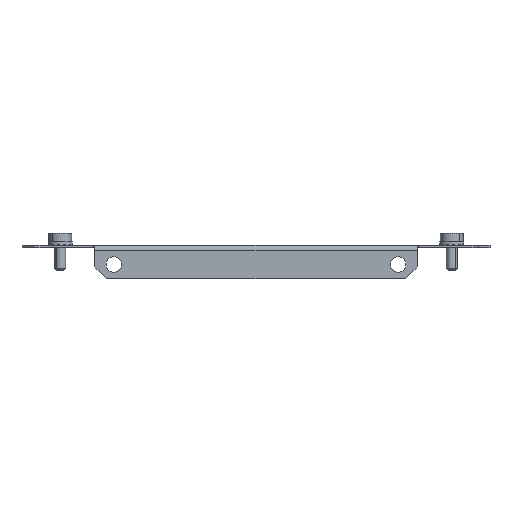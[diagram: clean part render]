
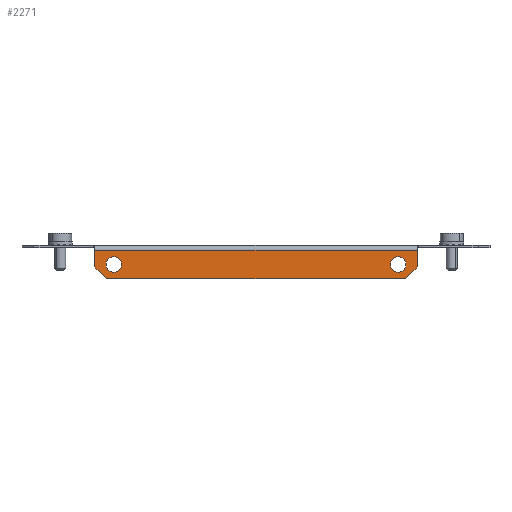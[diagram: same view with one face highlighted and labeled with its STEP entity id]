
A CAD part, front view. The second image highlights one B-rep face of the part: STEP entity #2271.
In plain terms, the highlighted planar face has unit normal (0, -1, 0).
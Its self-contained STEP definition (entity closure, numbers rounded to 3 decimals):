
#98 = EDGE_LOOP ( 'NONE', ( #226, #1655 ) ) ;
#102 = VECTOR ( 'NONE', #2079, 1000. ) ;
#205 = DIRECTION ( 'NONE',  ( 0., 0., -1. ) ) ;
#226 = ORIENTED_EDGE ( 'NONE', *, *, #647, .F. ) ;
#265 = CARTESIAN_POINT ( 'NONE',  ( -62.5, -24.5, -14. ) ) ;
#304 = CARTESIAN_POINT ( 'NONE',  ( -59.5, -24.5, -4.75 ) ) ;
#309 = CIRCLE ( 'NONE', #2843, 3.25 ) ;
#328 = ORIENTED_EDGE ( 'NONE', *, *, #3277, .T. ) ;
#354 = CARTESIAN_POINT ( 'NONE',  ( 67.5, -24.5, -9. ) ) ;
#371 = VECTOR ( 'NONE', #927, 1000. ) ;
#428 = DIRECTION ( 'NONE',  ( 0., 0., 1. ) ) ;
#516 = ORIENTED_EDGE ( 'NONE', *, *, #3021, .T. ) ;
#523 = AXIS2_PLACEMENT_3D ( 'NONE', #3535, #3883, #428 ) ;
#524 = LINE ( 'NONE', #4394, #371 ) ;
#566 = DIRECTION ( 'NONE',  ( 0.707, 0., -0.707 ) ) ;
#647 = EDGE_CURVE ( 'NONE', #4334, #3249, #309, .T. ) ;
#781 = DIRECTION ( 'NONE',  ( 0., 0., 1. ) ) ;
#883 = ORIENTED_EDGE ( 'NONE', *, *, #3668, .T. ) ;
#908 = AXIS2_PLACEMENT_3D ( 'NONE', #4419, #1225, #1930 ) ;
#927 = DIRECTION ( 'NONE',  ( -1., 0., 0. ) ) ;
#952 = CIRCLE ( 'NONE', #523, 3.25 ) ;
#956 = VERTEX_POINT ( 'NONE', #2446 ) ;
#980 = EDGE_CURVE ( 'NONE', #4236, #4048, #1763, .T. ) ;
#1093 = EDGE_LOOP ( 'NONE', ( #883, #2507 ) ) ;
#1167 = VECTOR ( 'NONE', #1380, 1000. ) ;
#1225 = DIRECTION ( 'NONE',  ( 0., 1., 0. ) ) ;
#1257 = VERTEX_POINT ( 'NONE', #1622 ) ;
#1275 = ORIENTED_EDGE ( 'NONE', *, *, #3808, .T. ) ;
#1380 = DIRECTION ( 'NONE',  ( 1., 0., 0. ) ) ;
#1382 = VECTOR ( 'NONE', #566, 1000. ) ;
#1442 = CARTESIAN_POINT ( 'NONE',  ( -59.5, -24.5, -8. ) ) ;
#1551 = CARTESIAN_POINT ( 'NONE',  ( 62.5, -24.5, -14. ) ) ;
#1622 = CARTESIAN_POINT ( 'NONE',  ( -67.5, -24.5, -9. ) ) ;
#1631 = VERTEX_POINT ( 'NONE', #2579 ) ;
#1655 = ORIENTED_EDGE ( 'NONE', *, *, #3584, .F. ) ;
#1763 = LINE ( 'NONE', #2492, #102 ) ;
#1801 = VERTEX_POINT ( 'NONE', #265 ) ;
#1930 = DIRECTION ( 'NONE',  ( 0., 0., 1. ) ) ;
#1941 = CARTESIAN_POINT ( 'NONE',  ( -38.25, -24.5, -38.25 ) ) ;
#1970 = CARTESIAN_POINT ( 'NONE',  ( 59.5, -24.5, -11.25 ) ) ;
#2039 = LINE ( 'NONE', #3430, #1167 ) ;
#2079 = DIRECTION ( 'NONE',  ( 0.707, 0., 0.707 ) ) ;
#2143 = DIRECTION ( 'NONE',  ( 0., 1., 0. ) ) ;
#2175 = DIRECTION ( 'NONE',  ( 0., -1., 0. ) ) ;
#2241 = EDGE_CURVE ( 'NONE', #4048, #1631, #3488, .T. ) ;
#2271 = ADVANCED_FACE ( 'NONE', ( #3221, #2809, #4203 ), #2463, .T. ) ;
#2287 = ORIENTED_EDGE ( 'NONE', *, *, #980, .T. ) ;
#2321 = AXIS2_PLACEMENT_3D ( 'NONE', #1442, #2143, #4272 ) ;
#2396 = VECTOR ( 'NONE', #205, 1000. ) ;
#2402 = ORIENTED_EDGE ( 'NONE', *, *, #3328, .T. ) ;
#2425 = CARTESIAN_POINT ( 'NONE',  ( 0., -24.5, 0. ) ) ;
#2446 = CARTESIAN_POINT ( 'NONE',  ( -67.5, -24.5, -2. ) ) ;
#2463 = PLANE ( 'NONE',  #4250 ) ;
#2492 = CARTESIAN_POINT ( 'NONE',  ( 38.25, -24.5, -38.25 ) ) ;
#2507 = ORIENTED_EDGE ( 'NONE', *, *, #2823, .T. ) ;
#2579 = CARTESIAN_POINT ( 'NONE',  ( 67.5, -24.5, -2. ) ) ;
#2592 = CARTESIAN_POINT ( 'NONE',  ( -67.5, -24.5, 0. ) ) ;
#2782 = EDGE_LOOP ( 'NONE', ( #516, #2287, #4417, #328, #2402, #1275 ) ) ;
#2809 = FACE_BOUND ( 'NONE', #1093, .T. ) ;
#2823 = EDGE_CURVE ( 'NONE', #3299, #4263, #3740, .T. ) ;
#2828 = DIRECTION ( 'NONE',  ( 0., 0., 1. ) ) ;
#2843 = AXIS2_PLACEMENT_3D ( 'NONE', #3408, #2175, #781 ) ;
#2853 = DIRECTION ( 'NONE',  ( 0., 0., 1. ) ) ;
#2951 = CARTESIAN_POINT ( 'NONE',  ( -59.5, -24.5, -11.25 ) ) ;
#3021 = EDGE_CURVE ( 'NONE', #1801, #4236, #2039, .T. ) ;
#3126 = CARTESIAN_POINT ( 'NONE',  ( 67.5, -24.5, 0. ) ) ;
#3221 = FACE_BOUND ( 'NONE', #98, .T. ) ;
#3249 = VERTEX_POINT ( 'NONE', #1970 ) ;
#3277 = EDGE_CURVE ( 'NONE', #1631, #956, #524, .T. ) ;
#3299 = VERTEX_POINT ( 'NONE', #2951 ) ;
#3328 = EDGE_CURVE ( 'NONE', #956, #1257, #4349, .T. ) ;
#3408 = CARTESIAN_POINT ( 'NONE',  ( 59.5, -24.5, -8. ) ) ;
#3430 = CARTESIAN_POINT ( 'NONE',  ( 0., -24.5, -14. ) ) ;
#3488 = LINE ( 'NONE', #3126, #4102 ) ;
#3535 = CARTESIAN_POINT ( 'NONE',  ( 59.5, -24.5, -8. ) ) ;
#3584 = EDGE_CURVE ( 'NONE', #3249, #4334, #952, .T. ) ;
#3668 = EDGE_CURVE ( 'NONE', #4263, #3299, #4076, .T. ) ;
#3740 = CIRCLE ( 'NONE', #908, 3.25 ) ;
#3808 = EDGE_CURVE ( 'NONE', #1257, #1801, #4017, .T. ) ;
#3852 = DIRECTION ( 'NONE',  ( 0., -1., 0. ) ) ;
#3883 = DIRECTION ( 'NONE',  ( 0., -1., 0. ) ) ;
#4017 = LINE ( 'NONE', #1941, #1382 ) ;
#4048 = VERTEX_POINT ( 'NONE', #354 ) ;
#4056 = CARTESIAN_POINT ( 'NONE',  ( 59.5, -24.5, -4.75 ) ) ;
#4076 = CIRCLE ( 'NONE', #2321, 3.25 ) ;
#4102 = VECTOR ( 'NONE', #2828, 1000. ) ;
#4203 = FACE_OUTER_BOUND ( 'NONE', #2782, .T. ) ;
#4236 = VERTEX_POINT ( 'NONE', #1551 ) ;
#4250 = AXIS2_PLACEMENT_3D ( 'NONE', #2425, #3852, #2853 ) ;
#4263 = VERTEX_POINT ( 'NONE', #304 ) ;
#4272 = DIRECTION ( 'NONE',  ( 0., 0., 1. ) ) ;
#4334 = VERTEX_POINT ( 'NONE', #4056 ) ;
#4349 = LINE ( 'NONE', #2592, #2396 ) ;
#4394 = CARTESIAN_POINT ( 'NONE',  ( 0., -24.5, -2. ) ) ;
#4417 = ORIENTED_EDGE ( 'NONE', *, *, #2241, .T. ) ;
#4419 = CARTESIAN_POINT ( 'NONE',  ( -59.5, -24.5, -8. ) ) ;
